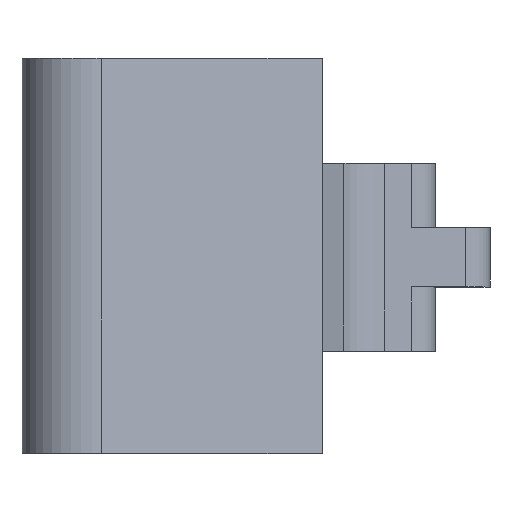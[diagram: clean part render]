
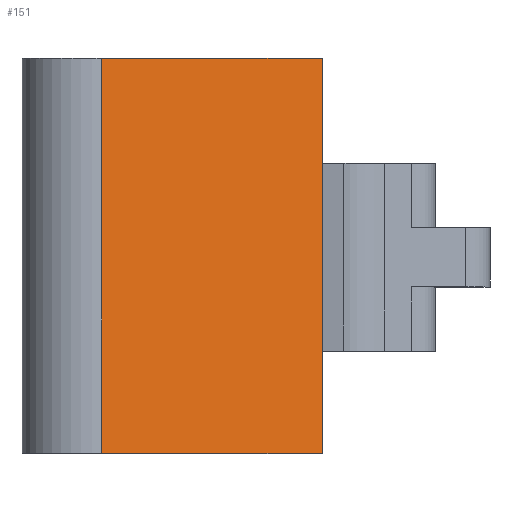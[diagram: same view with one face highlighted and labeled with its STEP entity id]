
A CAD part, top view. The second image highlights one B-rep face of the part: STEP entity #151.
In plain terms, the highlighted planar face has unit normal (0.342, 0, 0.94).
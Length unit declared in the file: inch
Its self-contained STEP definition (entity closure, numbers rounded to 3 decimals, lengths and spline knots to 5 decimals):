
#118=PLANE('',#1019);
#151=ADVANCED_FACE('',(#211),#118,.F.);
#211=FACE_OUTER_BOUND('',#258,.T.);
#258=EDGE_LOOP('',(#449,#450,#451,#452));
#449=ORIENTED_EDGE('',*,*,#756,.F.);
#450=ORIENTED_EDGE('',*,*,#757,.T.);
#451=ORIENTED_EDGE('',*,*,#758,.T.);
#452=ORIENTED_EDGE('',*,*,#679,.F.);
#592=VERTEX_POINT('',#1349);
#593=VERTEX_POINT('',#1351);
#647=VERTEX_POINT('',#1495);
#648=VERTEX_POINT('',#1497);
#679=EDGE_CURVE('',#592,#593,#804,.T.);
#756=EDGE_CURVE('',#647,#592,#863,.T.);
#757=EDGE_CURVE('',#647,#648,#864,.T.);
#758=EDGE_CURVE('',#648,#593,#865,.T.);
#804=LINE('',#1350,#901);
#863=LINE('',#1494,#960);
#864=LINE('',#1496,#961);
#865=LINE('',#1498,#962);
#901=VECTOR('',#1087,1.);
#960=VECTOR('',#1208,1.);
#961=VECTOR('',#1209,1.);
#962=VECTOR('',#1210,1.);
#1019=AXIS2_PLACEMENT_3D('',#1499,#1211,#1212);
#1087=DIRECTION('',(0.,-1.,0.));
#1208=DIRECTION('',(0.94,0.,-0.342));
#1209=DIRECTION('',(0.,-1.,0.));
#1210=DIRECTION('',(0.94,0.,-0.342));
#1211=DIRECTION('',(-0.342,0.,-0.94));
#1212=DIRECTION('',(-0.94,0.,0.342));
#1349=CARTESIAN_POINT('',(-0.10562,0.13937,0.48252));
#1350=CARTESIAN_POINT('',(-0.10562,0.13937,0.48252));
#1351=CARTESIAN_POINT('',(-0.10562,-0.06063,0.48252));
#1494=CARTESIAN_POINT('',(-0.25762,0.13937,0.53784));
#1495=CARTESIAN_POINT('',(-0.21736,0.13937,0.52319));
#1496=CARTESIAN_POINT('',(-0.21736,-0.06063,0.52319));
#1497=CARTESIAN_POINT('',(-0.21736,-0.06063,0.52319));
#1498=CARTESIAN_POINT('',(-0.25762,-0.06063,0.53784));
#1499=CARTESIAN_POINT('',(-0.25762,0.13937,0.53784));
